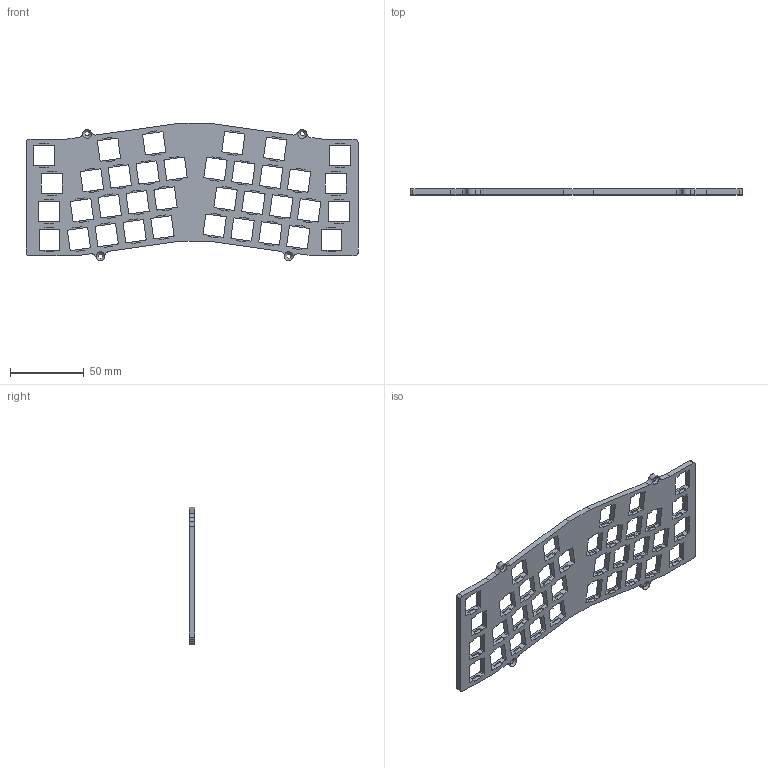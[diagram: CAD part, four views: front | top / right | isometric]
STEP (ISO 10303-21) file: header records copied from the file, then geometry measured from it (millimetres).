
FILE_DESCRIPTION(/* description */ (''),/* implementation_level */ '2;1');
FILE_NAME(/* name */ 'Plate.step',/* time_stamp */ '2021-08-29T17:36:50+02:00',/* author */ (''),/* organization */ (''),/* preprocessor_version */ 'ST-DEVELOPER v18.1',/* originating_system */ 'Autodesk Translation Framework v10.10.0.1391',/* authorisation */ '');
FILE_SCHEMA (('AUTOMOTIVE_DESIGN { 1 0 10303 214 3 1 1 }'));
Length unit declared in the file: millimetre
Products named in the file (1): Plate
Bounding box: 224.83 x 4 x 93.13 mm (x, y, z)
Volume: 42759.5 mm3; surface area: 32877.1 mm2
Topology: 1 solids, 1 shells, 690 faces, 2023 edges, 1331 vertices
Faces by surface type: plane 522, cylinder 164, cone 4
Full cylindrical faces by diameter (mm): 3 x4
Entity records: 22861 total; most frequent: ORIENTED_EDGE 4046, CARTESIAN_POINT 4045, DIRECTION 3741, EDGE_CURVE 2023, LINE 1687, VECTOR 1687, VERTEX_POINT 1331, AXIS2_PLACEMENT_3D 1027
